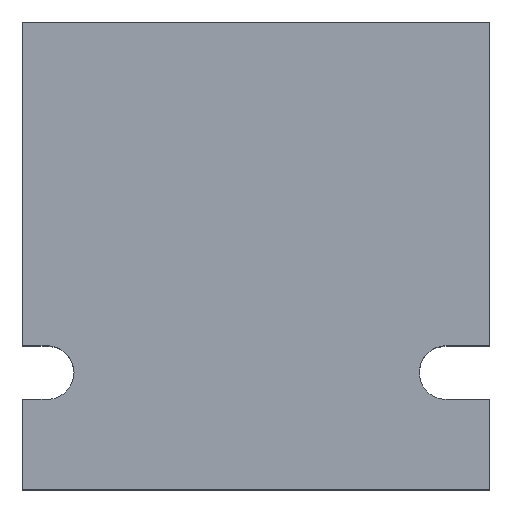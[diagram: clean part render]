
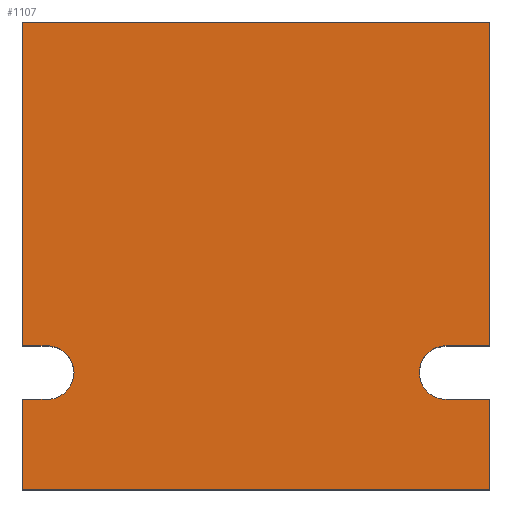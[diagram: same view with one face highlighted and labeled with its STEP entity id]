
A CAD part, top view. The second image highlights one B-rep face of the part: STEP entity #1107.
In plain terms, the highlighted planar face has unit normal (0, 0, 1).
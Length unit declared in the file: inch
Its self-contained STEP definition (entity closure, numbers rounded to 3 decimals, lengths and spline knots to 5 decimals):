
#820=CARTESIAN_POINT('',(1.22,0.922,1.0));
#821=VERTEX_POINT('',#820);
#822=CARTESIAN_POINT('',(1.5,0.922,1.0));
#823=VERTEX_POINT('',#822);
#824=CARTESIAN_POINT('',(1.22,0.922,1.0));
#825=DIRECTION('',(1.0,0.0,0.0));
#826=VECTOR('',#825,0.28);
#827=LINE('',#824,#826);
#828=EDGE_CURVE('',#821,#823,#827,.T.);
#860=CARTESIAN_POINT('',(1.22,0.578,1.0));
#861=VERTEX_POINT('',#860);
#862=CARTESIAN_POINT('',(1.22,0.75,1.0));
#863=DIRECTION('',(0.0,0.0,-1.0));
#864=DIRECTION('',(0.0,1.0,0.0));
#865=AXIS2_PLACEMENT_3D('',#862,#863,#864);
#866=CIRCLE('',#865,0.172);
#867=EDGE_CURVE('',#861,#821,#866,.T.);
#893=CARTESIAN_POINT('',(1.5,0.578,1.0));
#894=VERTEX_POINT('',#893);
#895=CARTESIAN_POINT('',(1.5,0.578,1.0));
#896=DIRECTION('',(-1.0,0.0,0.0));
#897=VECTOR('',#896,0.28);
#898=LINE('',#895,#897);
#899=EDGE_CURVE('',#894,#861,#898,.T.);
#924=CARTESIAN_POINT('',(-1.34,0.578,1.0));
#925=VERTEX_POINT('',#924);
#926=CARTESIAN_POINT('',(-1.5,0.578,1.0));
#927=VERTEX_POINT('',#926);
#928=CARTESIAN_POINT('',(-1.34,0.578,1.0));
#929=DIRECTION('',(-1.0,0.0,0.0));
#930=VECTOR('',#929,0.16);
#931=LINE('',#928,#930);
#932=EDGE_CURVE('',#925,#927,#931,.T.);
#964=CARTESIAN_POINT('',(-1.34,0.922,1.0));
#965=VERTEX_POINT('',#964);
#966=CARTESIAN_POINT('',(-1.34,0.75,1.0));
#967=DIRECTION('',(0.0,0.0,-1.0));
#968=DIRECTION('',(0.0,1.0,0.0));
#969=AXIS2_PLACEMENT_3D('',#966,#967,#968);
#970=CIRCLE('',#969,0.172);
#971=EDGE_CURVE('',#965,#925,#970,.T.);
#997=CARTESIAN_POINT('',(-1.5,0.922,1.0));
#998=VERTEX_POINT('',#997);
#999=CARTESIAN_POINT('',(-1.5,0.922,1.0));
#1000=DIRECTION('',(1.0,0.0,0.0));
#1001=VECTOR('',#1000,0.16);
#1002=LINE('',#999,#1001);
#1003=EDGE_CURVE('',#998,#965,#1002,.T.);
#1037=CARTESIAN_POINT('',(1.5,3.0,1.0));
#1038=VERTEX_POINT('',#1037);
#1045=CARTESIAN_POINT('',(1.5,3.0,1.0));
#1046=DIRECTION('',(0.0,-1.0,0.0));
#1047=VECTOR('',#1046,2.078);
#1048=LINE('',#1045,#1047);
#1049=EDGE_CURVE('',#1038,#823,#1048,.T.);
#1057=CARTESIAN_POINT('',(0.,1.5,1.0));
#1058=DIRECTION('',(0.0,0.0,1.0));
#1059=DIRECTION('',(1.0,0.0,0.0));
#1060=AXIS2_PLACEMENT_3D('',#1057,#1058,#1059);
#1061=PLANE('',#1060);
#1062=ORIENTED_EDGE('',*,*,#899,.T.);
#1063=ORIENTED_EDGE('',*,*,#867,.T.);
#1064=ORIENTED_EDGE('',*,*,#828,.T.);
#1065=ORIENTED_EDGE('',*,*,#1049,.F.);
#1066=CARTESIAN_POINT('',(-1.5,3.0,1.0));
#1067=VERTEX_POINT('',#1066);
#1068=CARTESIAN_POINT('',(-1.5,3.0,1.0));
#1069=DIRECTION('',(1.0,0.0,0.0));
#1070=VECTOR('',#1069,3.0);
#1071=LINE('',#1068,#1070);
#1072=EDGE_CURVE('',#1067,#1038,#1071,.T.);
#1073=ORIENTED_EDGE('',*,*,#1072,.F.);
#1074=CARTESIAN_POINT('',(-1.5,0.922,1.0));
#1075=DIRECTION('',(0.0,1.0,0.0));
#1076=VECTOR('',#1075,2.078);
#1077=LINE('',#1074,#1076);
#1078=EDGE_CURVE('',#998,#1067,#1077,.T.);
#1079=ORIENTED_EDGE('',*,*,#1078,.F.);
#1080=ORIENTED_EDGE('',*,*,#1003,.T.);
#1081=ORIENTED_EDGE('',*,*,#971,.T.);
#1082=ORIENTED_EDGE('',*,*,#932,.T.);
#1083=CARTESIAN_POINT('',(-1.5,0.0,1.0));
#1084=VERTEX_POINT('',#1083);
#1085=CARTESIAN_POINT('',(-1.5,0.0,1.0));
#1086=DIRECTION('',(0.0,1.0,0.0));
#1087=VECTOR('',#1086,0.578);
#1088=LINE('',#1085,#1087);
#1089=EDGE_CURVE('',#1084,#927,#1088,.T.);
#1090=ORIENTED_EDGE('',*,*,#1089,.F.);
#1091=CARTESIAN_POINT('',(1.5,0.0,1.0));
#1092=VERTEX_POINT('',#1091);
#1093=CARTESIAN_POINT('',(1.5,0.0,1.0));
#1094=DIRECTION('',(-1.0,0.0,0.0));
#1095=VECTOR('',#1094,3.0);
#1096=LINE('',#1093,#1095);
#1097=EDGE_CURVE('',#1092,#1084,#1096,.T.);
#1098=ORIENTED_EDGE('',*,*,#1097,.F.);
#1099=CARTESIAN_POINT('',(1.5,0.578,1.0));
#1100=DIRECTION('',(0.0,-1.0,0.0));
#1101=VECTOR('',#1100,0.578);
#1102=LINE('',#1099,#1101);
#1103=EDGE_CURVE('',#894,#1092,#1102,.T.);
#1104=ORIENTED_EDGE('',*,*,#1103,.F.);
#1105=EDGE_LOOP('',(#1062,#1063,#1064,#1065,#1073,#1079,#1080,#1081,#1082,#1090,#1098,#1104));
#1106=FACE_OUTER_BOUND('',#1105,.T.);
#1107=ADVANCED_FACE('',(#1106),#1061,.T.);
